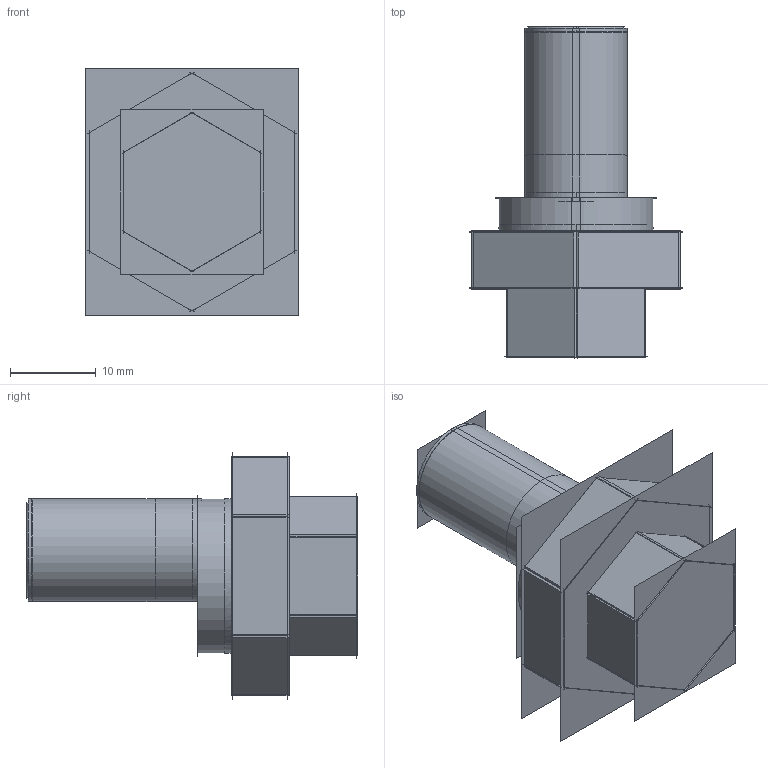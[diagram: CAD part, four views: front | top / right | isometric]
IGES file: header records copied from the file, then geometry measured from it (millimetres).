
Start section:  PTC IGES file: vis-reglage-bras.igs
Global section: file name: vis-reglage-bras.igs; native system: Creo Parametric by PTC Inc.; preprocessor: 2022484; author: SESA34336; organization: Unknown; date: 20241215.104143; units: millimetre
Bounding box: 24.96 x 38.71 x 28.82 mm (x, y, z)
Surface area: 6982.7 mm2 (no closed solid volume)
Topology: 0 solids, 0 shells, 49 faces, 584 edges, 752 vertices
Faces by surface type: bspline 35, revolution 14
